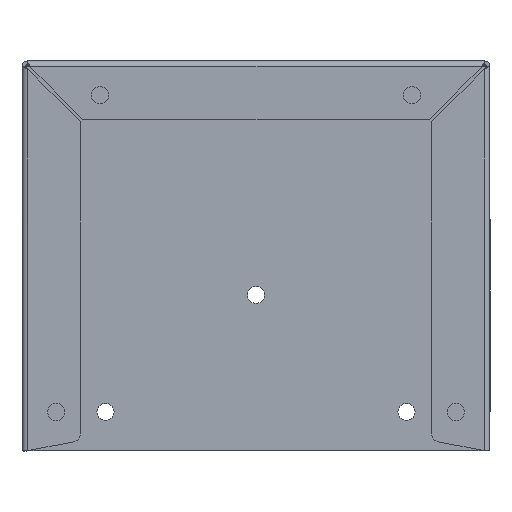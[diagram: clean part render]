
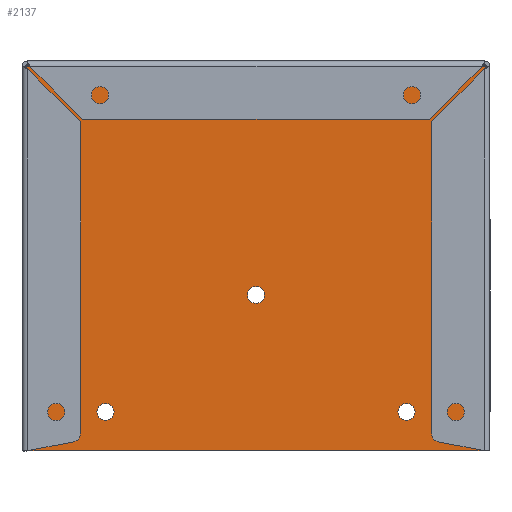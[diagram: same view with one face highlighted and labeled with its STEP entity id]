
A CAD part, front view. The second image highlights one B-rep face of the part: STEP entity #2137.
In plain terms, the highlighted planar face has unit normal (0, -1, 0).
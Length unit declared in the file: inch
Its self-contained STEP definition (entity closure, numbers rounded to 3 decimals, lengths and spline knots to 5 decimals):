
#16 = DIRECTION ( 'NONE',  ( -1., 0., 0. ) ) ;
#56 = DIRECTION ( 'NONE',  ( 0., 1., 0. ) ) ;
#86 = AXIS2_PLACEMENT_3D ( 'NONE', #161, #137, #1524 ) ;
#137 = DIRECTION ( 'NONE',  ( 0., -1., 0. ) ) ;
#143 = ORIENTED_EDGE ( 'NONE', *, *, #1180, .T. ) ;
#161 = CARTESIAN_POINT ( 'NONE',  ( 11.68492, 23.81, 0.22047 ) ) ;
#190 = LINE ( 'NONE', #1158, #1013 ) ;
#192 = CARTESIAN_POINT ( 'NONE',  ( 11.857, 23.81, 0.00047 ) ) ;
#216 = CIRCLE ( 'NONE', #1641, 0.2185 ) ;
#242 = ORIENTED_EDGE ( 'NONE', *, *, #2520, .T. ) ;
#265 = CARTESIAN_POINT ( 'NONE',  ( 11.90492, 23.81, 0.22047 ) ) ;
#269 = VERTEX_POINT ( 'NONE', #1347 ) ;
#271 = VERTEX_POINT ( 'NONE', #593 ) ;
#294 = DIRECTION ( 'NONE',  ( 0., 1., 0. ) ) ;
#319 = DIRECTION ( 'NONE',  ( 0., 1., 0. ) ) ;
#357 = DIRECTION ( 'NONE',  ( 0., 0., -1. ) ) ;
#386 = EDGE_CURVE ( 'NONE', #975, #695, #440, .T. ) ;
#435 = CIRCLE ( 'NONE', #1210, 0.2185 ) ;
#440 = CIRCLE ( 'NONE', #766, 0.22 ) ;
#499 = VECTOR ( 'NONE', #1610, 39.37008 ) ;
#521 = CARTESIAN_POINT ( 'NONE',  ( 0.09508, 23.81, 0.22047 ) ) ;
#525 = CARTESIAN_POINT ( 'NONE',  ( 9.859, 23.81, 1.00047 ) ) ;
#565 = DIRECTION ( 'NONE',  ( 0., 1., 0. ) ) ;
#593 = CARTESIAN_POINT ( 'NONE',  ( 6., 23.81, 4.21897 ) ) ;
#613 = CARTESIAN_POINT ( 'NONE',  ( 11.90492, 23.81, 9.91447 ) ) ;
#642 = ORIENTED_EDGE ( 'NONE', *, *, #386, .T. ) ;
#653 = CIRCLE ( 'NONE', #86, 0.22 ) ;
#672 = VERTEX_POINT ( 'NONE', #1519 ) ;
#695 = VERTEX_POINT ( 'NONE', #1545 ) ;
#701 = CIRCLE ( 'NONE', #1599, 0.2185 ) ;
#722 = CARTESIAN_POINT ( 'NONE',  ( 6., 23.81, 4.00047 ) ) ;
#766 = AXIS2_PLACEMENT_3D ( 'NONE', #2363, #2167, #1978 ) ;
#807 = EDGE_CURVE ( 'NONE', #2196, #975, #1222, .T. ) ;
#870 = AXIS2_PLACEMENT_3D ( 'NONE', #525, #1510, #2270 ) ;
#945 = CARTESIAN_POINT ( 'NONE',  ( 9.859, 23.81, 1.21897 ) ) ;
#959 = CIRCLE ( 'NONE', #1536, 0.2185 ) ;
#975 = VERTEX_POINT ( 'NONE', #521 ) ;
#979 = EDGE_LOOP ( 'NONE', ( #2414, #642, #1245, #242, #1238, #2168 ) ) ;
#987 = CARTESIAN_POINT ( 'NONE',  ( 2.141, 23.81, 1.00047 ) ) ;
#1009 = FACE_BOUND ( 'NONE', #2378, .T. ) ;
#1013 = VECTOR ( 'NONE', #16, 39.37008 ) ;
#1066 = EDGE_LOOP ( 'NONE', ( #1439, #1953 ) ) ;
#1076 = DIRECTION ( 'NONE',  ( 0., 0., -1. ) ) ;
#1131 = EDGE_CURVE ( 'NONE', #2077, #1877, #435, .T. ) ;
#1158 = CARTESIAN_POINT ( 'NONE',  ( 0.143, 23.81, 9.857 ) ) ;
#1180 = EDGE_CURVE ( 'NONE', #1742, #672, #959, .T. ) ;
#1186 = FACE_OUTER_BOUND ( 'NONE', #979, .T. ) ;
#1210 = AXIS2_PLACEMENT_3D ( 'NONE', #1405, #56, #1588 ) ;
#1215 = PLANE ( 'NONE',  #1621 ) ;
#1222 = LINE ( 'NONE', #1422, #1469 ) ;
#1238 = ORIENTED_EDGE ( 'NONE', *, *, #2229, .T. ) ;
#1245 = ORIENTED_EDGE ( 'NONE', *, *, #1772, .T. ) ;
#1266 = VERTEX_POINT ( 'NONE', #265 ) ;
#1347 = CARTESIAN_POINT ( 'NONE',  ( 11.68492, 23.81, 0.00047 ) ) ;
#1354 = CARTESIAN_POINT ( 'NONE',  ( 0.09508, 23.81, 9.857 ) ) ;
#1405 = CARTESIAN_POINT ( 'NONE',  ( 9.859, 23.81, 1.00047 ) ) ;
#1406 = CARTESIAN_POINT ( 'NONE',  ( 6., 23.81, 3.78197 ) ) ;
#1422 = CARTESIAN_POINT ( 'NONE',  ( 0.09508, 23.81, 9.91447 ) ) ;
#1439 = ORIENTED_EDGE ( 'NONE', *, *, #2008, .T. ) ;
#1457 = CARTESIAN_POINT ( 'NONE',  ( 6., 23.81, 4.00047 ) ) ;
#1469 = VECTOR ( 'NONE', #1796, 39.37008 ) ;
#1505 = VECTOR ( 'NONE', #1985, 39.37008 ) ;
#1510 = DIRECTION ( 'NONE',  ( 0., 1., 0. ) ) ;
#1519 = CARTESIAN_POINT ( 'NONE',  ( 2.141, 23.81, 0.78197 ) ) ;
#1524 = DIRECTION ( 'NONE',  ( 0., 0., 1. ) ) ;
#1536 = AXIS2_PLACEMENT_3D ( 'NONE', #987, #1574, #2359 ) ;
#1545 = CARTESIAN_POINT ( 'NONE',  ( 0.31508, 23.81, 0.00047 ) ) ;
#1547 = CIRCLE ( 'NONE', #1868, 0.2185 ) ;
#1548 = CARTESIAN_POINT ( 'NONE',  ( 11.857, 23.81, 9.91447 ) ) ;
#1549 = VERTEX_POINT ( 'NONE', #1406 ) ;
#1573 = CARTESIAN_POINT ( 'NONE',  ( 2.141, 23.81, 1.21897 ) ) ;
#1574 = DIRECTION ( 'NONE',  ( 0., 1., 0. ) ) ;
#1588 = DIRECTION ( 'NONE',  ( 0., 0., -1. ) ) ;
#1599 = AXIS2_PLACEMENT_3D ( 'NONE', #1457, #294, #1076 ) ;
#1610 = DIRECTION ( 'NONE',  ( 1., 0., 0. ) ) ;
#1621 = AXIS2_PLACEMENT_3D ( 'NONE', #1548, #2163, #2345 ) ;
#1641 = AXIS2_PLACEMENT_3D ( 'NONE', #1699, #565, #357 ) ;
#1686 = EDGE_CURVE ( 'NONE', #1549, #271, #701, .T. ) ;
#1699 = CARTESIAN_POINT ( 'NONE',  ( 2.141, 23.81, 1.00047 ) ) ;
#1742 = VERTEX_POINT ( 'NONE', #1573 ) ;
#1750 = LINE ( 'NONE', #192, #499 ) ;
#1754 = ORIENTED_EDGE ( 'NONE', *, *, #2406, .T. ) ;
#1763 = FACE_BOUND ( 'NONE', #1066, .T. ) ;
#1772 = EDGE_CURVE ( 'NONE', #695, #269, #1750, .T. ) ;
#1796 = DIRECTION ( 'NONE',  ( 0., 0., -1. ) ) ;
#1801 = FACE_BOUND ( 'NONE', #1897, .T. ) ;
#1827 = ORIENTED_EDGE ( 'NONE', *, *, #1986, .T. ) ;
#1866 = CARTESIAN_POINT ( 'NONE',  ( 9.859, 23.81, 0.78197 ) ) ;
#1868 = AXIS2_PLACEMENT_3D ( 'NONE', #722, #319, #2292 ) ;
#1877 = VERTEX_POINT ( 'NONE', #1866 ) ;
#1897 = EDGE_LOOP ( 'NONE', ( #1827, #143 ) ) ;
#1952 = ORIENTED_EDGE ( 'NONE', *, *, #1686, .T. ) ;
#1953 = ORIENTED_EDGE ( 'NONE', *, *, #1131, .T. ) ;
#1973 = CIRCLE ( 'NONE', #870, 0.2185 ) ;
#1978 = DIRECTION ( 'NONE',  ( 1., 0., 0. ) ) ;
#1985 = DIRECTION ( 'NONE',  ( 0., 0., 1. ) ) ;
#1986 = EDGE_CURVE ( 'NONE', #672, #1742, #216, .T. ) ;
#2008 = EDGE_CURVE ( 'NONE', #1877, #2077, #1973, .T. ) ;
#2077 = VERTEX_POINT ( 'NONE', #945 ) ;
#2136 = CARTESIAN_POINT ( 'NONE',  ( 11.90492, 23.81, 9.857 ) ) ;
#2137 = ADVANCED_FACE ( 'NONE', ( #1186, #1801, #1763, #1009 ), #1215, .T. ) ;
#2140 = EDGE_CURVE ( 'NONE', #2217, #2196, #190, .T. ) ;
#2163 = DIRECTION ( 'NONE',  ( 0., -1., 0. ) ) ;
#2167 = DIRECTION ( 'NONE',  ( 0., -1., 0. ) ) ;
#2168 = ORIENTED_EDGE ( 'NONE', *, *, #2140, .T. ) ;
#2196 = VERTEX_POINT ( 'NONE', #1354 ) ;
#2217 = VERTEX_POINT ( 'NONE', #2136 ) ;
#2229 = EDGE_CURVE ( 'NONE', #1266, #2217, #2371, .T. ) ;
#2270 = DIRECTION ( 'NONE',  ( 0., 0., -1. ) ) ;
#2292 = DIRECTION ( 'NONE',  ( 0., 0., -1. ) ) ;
#2345 = DIRECTION ( 'NONE',  ( 0., 0., -1. ) ) ;
#2359 = DIRECTION ( 'NONE',  ( 0., 0., -1. ) ) ;
#2363 = CARTESIAN_POINT ( 'NONE',  ( 0.31508, 23.81, 0.22047 ) ) ;
#2371 = LINE ( 'NONE', #613, #1505 ) ;
#2378 = EDGE_LOOP ( 'NONE', ( #1952, #1754 ) ) ;
#2406 = EDGE_CURVE ( 'NONE', #271, #1549, #1547, .T. ) ;
#2414 = ORIENTED_EDGE ( 'NONE', *, *, #807, .T. ) ;
#2520 = EDGE_CURVE ( 'NONE', #269, #1266, #653, .T. ) ;
